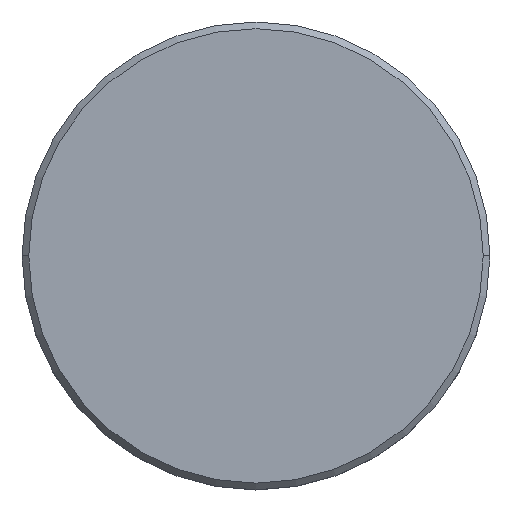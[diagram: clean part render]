
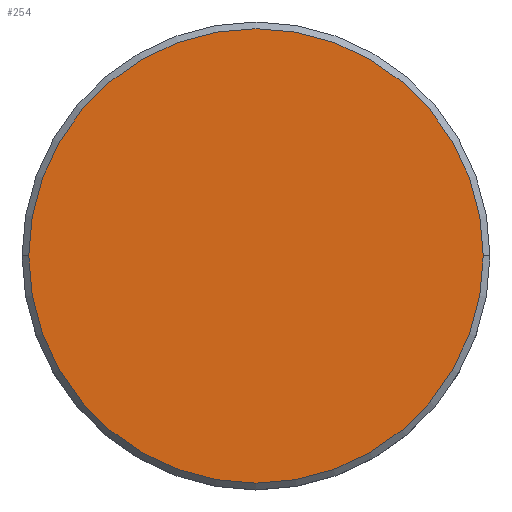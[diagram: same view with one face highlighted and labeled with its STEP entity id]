
A CAD part, top view. The second image highlights one B-rep face of the part: STEP entity #254.
In plain terms, the highlighted planar face has unit normal (0, 0, 1).
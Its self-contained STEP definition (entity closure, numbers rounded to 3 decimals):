
#6 = FACE_OUTER_BOUND ( 'NONE', #18, .T. ) ;
#13 = DIRECTION ( 'NONE',  ( 1., 0., 0. ) ) ;
#15 = ORIENTED_EDGE ( 'NONE', *, *, #448, .T. ) ;
#18 = EDGE_LOOP ( 'NONE', ( #549, #15 ) ) ;
#57 = CARTESIAN_POINT ( 'NONE',  ( 17., 0., 0. ) ) ;
#104 = PLANE ( 'NONE',  #223 ) ;
#142 = DIRECTION ( 'NONE',  ( 0., 0., 1. ) ) ;
#151 = DIRECTION ( 'NONE',  ( 0., 0., 1. ) ) ;
#197 = VERTEX_POINT ( 'NONE', #57 ) ;
#223 = AXIS2_PLACEMENT_3D ( 'NONE', #290, #255, #13 ) ;
#236 = DIRECTION ( 'NONE',  ( 1., 0., 0. ) ) ;
#238 = AXIS2_PLACEMENT_3D ( 'NONE', #442, #142, #326 ) ;
#254 = ADVANCED_FACE ( 'NONE', ( #6 ), #104, .T. ) ;
#255 = DIRECTION ( 'NONE',  ( 0., 0., 1. ) ) ;
#282 = AXIS2_PLACEMENT_3D ( 'NONE', #337, #151, #236 ) ;
#290 = CARTESIAN_POINT ( 'NONE',  ( 0., 0., 0. ) ) ;
#296 = CIRCLE ( 'NONE', #282, 17. ) ;
#326 = DIRECTION ( 'NONE',  ( 1., 0., 0. ) ) ;
#328 = CARTESIAN_POINT ( 'NONE',  ( -17., 0., 0. ) ) ;
#337 = CARTESIAN_POINT ( 'NONE',  ( 0., 0., 0. ) ) ;
#359 = EDGE_CURVE ( 'NONE', #532, #197, #593, .T. ) ;
#442 = CARTESIAN_POINT ( 'NONE',  ( 0., 0., 0. ) ) ;
#448 = EDGE_CURVE ( 'NONE', #197, #532, #296, .T. ) ;
#532 = VERTEX_POINT ( 'NONE', #328 ) ;
#549 = ORIENTED_EDGE ( 'NONE', *, *, #359, .T. ) ;
#593 = CIRCLE ( 'NONE', #238, 17. ) ;
